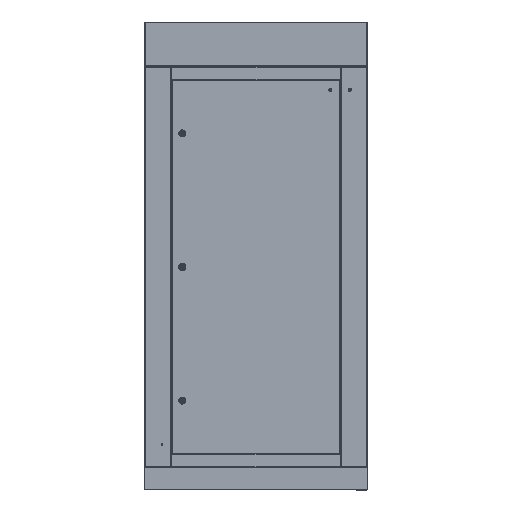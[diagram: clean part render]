
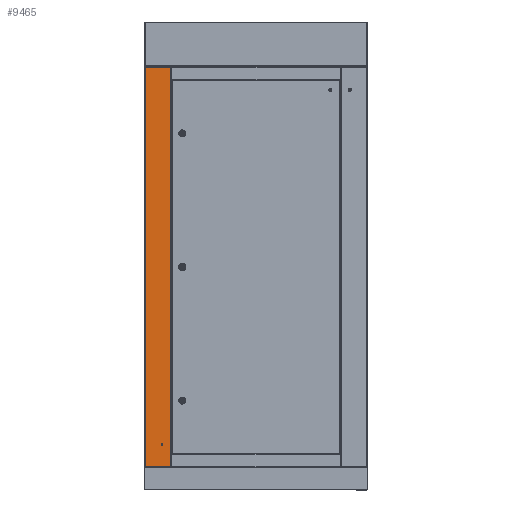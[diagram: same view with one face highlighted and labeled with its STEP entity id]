
A CAD part, top view. The second image highlights one B-rep face of the part: STEP entity #9465.
In plain terms, the highlighted face is planar.
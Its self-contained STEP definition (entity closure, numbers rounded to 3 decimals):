
#268 = EDGE_CURVE ( 'NONE', #16370, #20022, #9356, .T. ) ;
#603 = DIRECTION ( 'NONE',  ( 1., 0., 0. ) ) ;
#1668 = CARTESIAN_POINT ( 'NONE',  ( 0., 117.5, -1.5 ) ) ;
#4586 = CARTESIAN_POINT ( 'NONE',  ( -1795., 117.5, -1.5 ) ) ;
#5068 = AXIS2_PLACEMENT_3D ( 'NONE', #20389, #20227, #603 ) ;
#5347 = ORIENTED_EDGE ( 'NONE', *, *, #11346, .T. ) ;
#5355 = EDGE_CURVE ( 'NONE', #16370, #30727, #17746, .T. ) ;
#5421 = ORIENTED_EDGE ( 'NONE', *, *, #17247, .F. ) ;
#6565 = DIRECTION ( 'NONE',  ( 1., 0., 0. ) ) ;
#6836 = CARTESIAN_POINT ( 'NONE',  ( 0., 2.5, -1.5 ) ) ;
#9356 = LINE ( 'NONE', #4586, #19965 ) ;
#9465 = ADVANCED_FACE ( 'NONE', ( #24227 ), #10607, .F. ) ;
#9700 = EDGE_LOOP ( 'NONE', ( #5347, #29475, #10110, #5421 ) ) ;
#10110 = ORIENTED_EDGE ( 'NONE', *, *, #268, .T. ) ;
#10607 = PLANE ( 'NONE',  #5068 ) ;
#11246 = LINE ( 'NONE', #21177, #25717 ) ;
#11346 = EDGE_CURVE ( 'NONE', #18436, #30727, #22850, .T. ) ;
#13843 = CARTESIAN_POINT ( 'NONE',  ( -1795., 117.5, -1.5 ) ) ;
#16370 = VERTEX_POINT ( 'NONE', #13843 ) ;
#17247 = EDGE_CURVE ( 'NONE', #18436, #20022, #11246, .T. ) ;
#17329 = CARTESIAN_POINT ( 'NONE',  ( 0., 2.5, -1.5 ) ) ;
#17746 = LINE ( 'NONE', #22781, #24014 ) ;
#18436 = VERTEX_POINT ( 'NONE', #6836 ) ;
#19965 = VECTOR ( 'NONE', #6565, 1000. ) ;
#20022 = VERTEX_POINT ( 'NONE', #1668 ) ;
#20227 = DIRECTION ( 'NONE',  ( 0., 0., 1. ) ) ;
#20389 = CARTESIAN_POINT ( 'NONE',  ( 0., 0., -1.5 ) ) ;
#21177 = CARTESIAN_POINT ( 'NONE',  ( 0., 0., -1.5 ) ) ;
#22781 = CARTESIAN_POINT ( 'NONE',  ( -1795., 0., -1.5 ) ) ;
#22850 = LINE ( 'NONE', #17329, #26898 ) ;
#23487 = DIRECTION ( 'NONE',  ( 0., 1., 0. ) ) ;
#24014 = VECTOR ( 'NONE', #28021, 1000. ) ;
#24227 = FACE_OUTER_BOUND ( 'NONE', #9700, .T. ) ;
#25717 = VECTOR ( 'NONE', #23487, 1000. ) ;
#26191 = CARTESIAN_POINT ( 'NONE',  ( -1795., 2.5, -1.5 ) ) ;
#26898 = VECTOR ( 'NONE', #32228, 1000. ) ;
#28021 = DIRECTION ( 'NONE',  ( 0., -1., 0. ) ) ;
#29475 = ORIENTED_EDGE ( 'NONE', *, *, #5355, .F. ) ;
#30727 = VERTEX_POINT ( 'NONE', #26191 ) ;
#32228 = DIRECTION ( 'NONE',  ( -1., 0., 0. ) ) ;
